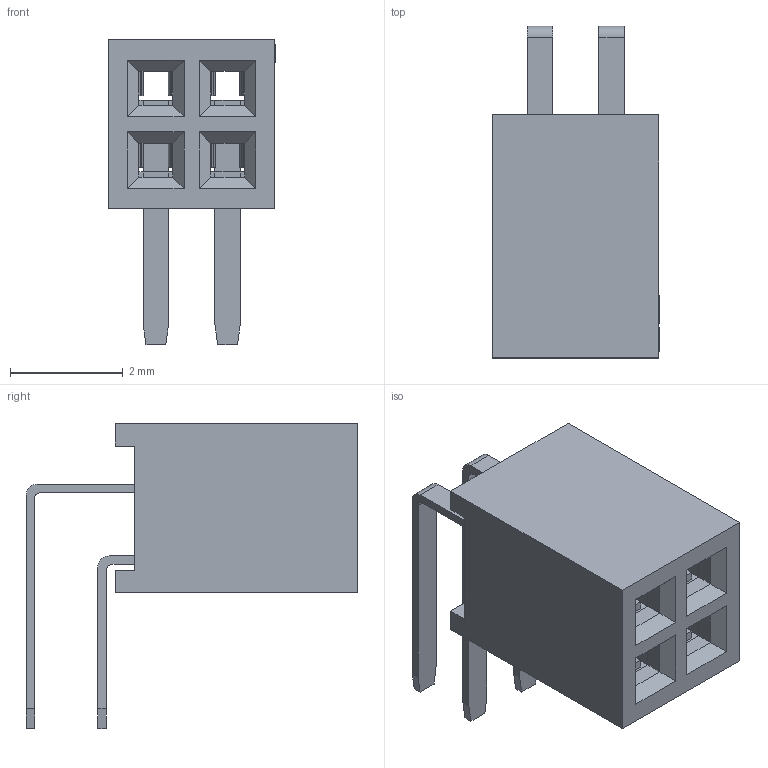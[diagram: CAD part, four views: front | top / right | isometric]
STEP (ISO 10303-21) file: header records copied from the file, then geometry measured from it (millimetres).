
FILE_DESCRIPTION (( 'STEP AP214' ), '1' );
FILE_NAME ('HDR-TH_4P-P1.27_X1321FR-2X02-C43D24.STEP', '2022-09-27T14:25:59', ( '' ), ( '' ), 'SwSTEP 2.0', 'SolidWorks 2020', '' );
FILE_SCHEMA (( 'AUTOMOTIVE_DESIGN' ));
Length unit declared in the file: millimetre
Products named in the file (1): HDR-TH_4P-P1.27_X1321FR-2X02-C43D24
Bounding box: 2.95 x 5.88 x 5.4 mm (x, y, z)
Volume: 29.5 mm3; surface area: 187.9 mm2
Topology: 9 solids, 9 shells, 486 faces, 1319 edges, 874 vertices
Faces by surface type: plane 332, bspline 98, cylinder 56
Entity records: 18749 total; most frequent: CARTESIAN_POINT 3986, ORIENTED_EDGE 2638, DIRECTION 2009, EDGE_CURVE 1319, LINE 1007, VECTOR 1007, VERTEX_POINT 874, EDGE_LOOP 517
